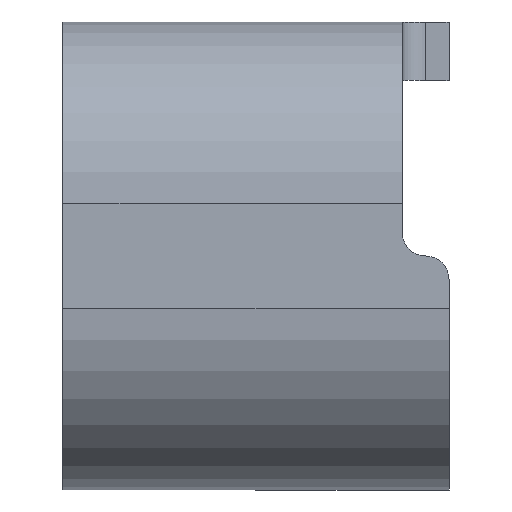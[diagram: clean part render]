
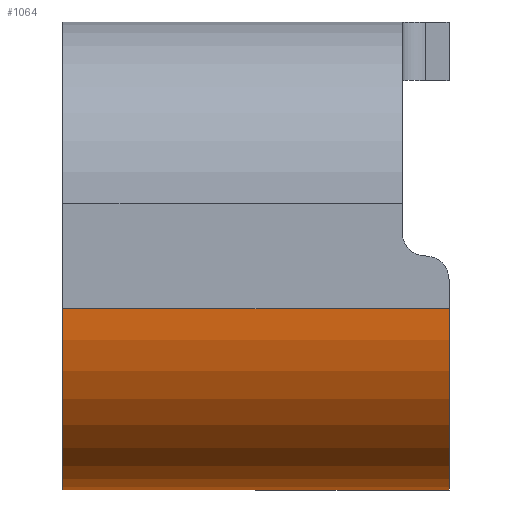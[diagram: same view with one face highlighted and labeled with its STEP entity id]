
A CAD part, left-side view. The second image highlights one B-rep face of the part: STEP entity #1064.
In plain terms, the highlighted cylindrical face has radius 0.775 mm (diameter 1.55 mm), a partial arc.
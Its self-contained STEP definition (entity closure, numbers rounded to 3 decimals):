
#98=FACE_OUTER_BOUND($,#152,.T.);
#152=EDGE_LOOP($,(#978,#979,#980,#981));
#215=LINE($,#1682,#319);
#234=LINE($,#1744,#338);
#319=VECTOR($,#1356,1.65);
#338=VECTOR($,#1411,1.65);
#390=CIRCLE($,#1122,0.775);
#413=CIRCLE($,#1163,0.775);
#473=VERTEX_POINT($,#1660);
#474=VERTEX_POINT($,#1662);
#481=VERTEX_POINT($,#1680);
#506=VERTEX_POINT($,#1743);
#601=EDGE_CURVE($,#474,#473,#390,.T.);
#611=EDGE_CURVE($,#473,#481,#215,.T.);
#641=EDGE_CURVE($,#474,#506,#234,.T.);
#666=EDGE_CURVE($,#506,#481,#413,.T.);
#978=ORIENTED_EDGE($,*,*,#601,.T.);
#979=ORIENTED_EDGE($,*,*,#611,.T.);
#980=ORIENTED_EDGE($,*,*,#666,.F.);
#981=ORIENTED_EDGE($,*,*,#641,.F.);
#1011=CYLINDRICAL_SURFACE($,#1173,0.775);
#1064=ADVANCED_FACE($,(#98),#1011,.T.);
#1122=AXIS2_PLACEMENT_3D($,#1663,#1338,#1339);
#1163=AXIS2_PLACEMENT_3D($,#1789,#1462,#1463);
#1173=AXIS2_PLACEMENT_3D($,#1806,#1489,#1490);
#1338=DIRECTION('center_axis',(0.,-1.,0.));
#1339=DIRECTION('ref_axis',(-1.,0.,0.));
#1356=DIRECTION($,(0.,-1.,0.));
#1411=DIRECTION($,(0.,-1.,0.));
#1462=DIRECTION('center_axis',(0.,-1.,0.));
#1463=DIRECTION('ref_axis',(-1.,0.,0.));
#1489=DIRECTION('center_axis',(0.,-1.,0.));
#1490=DIRECTION('ref_axis',(-1.,0.,0.));
#1660=CARTESIAN_POINT('',(-0.85,0.825,0.));
#1662=CARTESIAN_POINT('',(-1.625,0.825,0.775));
#1663=CARTESIAN_POINT('Origin',(-0.85,0.825,0.775));
#1680=CARTESIAN_POINT('',(-0.85,-0.825,0.));
#1682=CARTESIAN_POINT($,(-0.85,0.825,0.));
#1743=CARTESIAN_POINT('',(-1.625,-0.825,0.775));
#1744=CARTESIAN_POINT($,(-1.625,0.825,0.775));
#1789=CARTESIAN_POINT('Origin',(-0.85,-0.825,0.775));
#1806=CARTESIAN_POINT('Origin',(-0.85,0.825,0.775));
